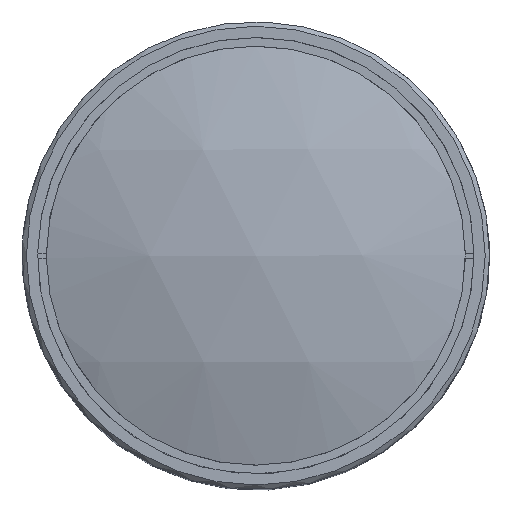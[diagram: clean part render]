
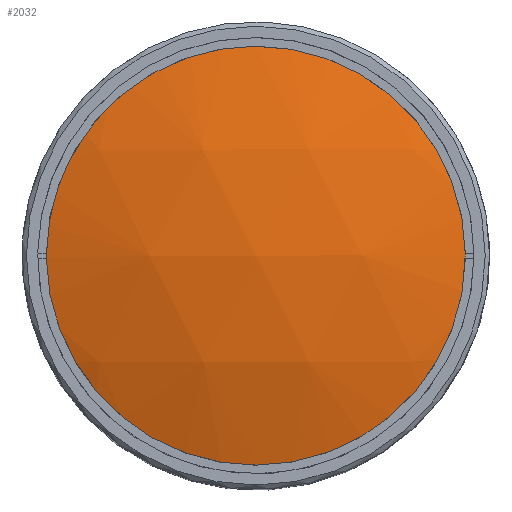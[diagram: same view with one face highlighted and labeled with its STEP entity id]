
A CAD part, top view. The second image highlights one B-rep face of the part: STEP entity #2032.
In plain terms, the highlighted spherical face has radius 144.54 mm.
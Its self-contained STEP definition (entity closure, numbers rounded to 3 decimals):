
#2016=CARTESIAN_POINT('',(0.,0.,-150.161));
#2017=DIRECTION('',(0.003,-1.,0.));
#2018=DIRECTION('',(0.,0.,-1.0));
#2019=AXIS2_PLACEMENT_3D('',#2016,#2017,#2018);
#2020=SPHERICAL_SURFACE('',#2019,144.54);
#2021=CARTESIAN_POINT('',(0.0,47.5,-13.649));
#2022=VERTEX_POINT('',#2021);
#2023=CARTESIAN_POINT('',(0.,0.,-13.649));
#2024=DIRECTION('',(0.,0.0,1.0));
#2025=DIRECTION('',(0.0,1.0,0.0));
#2026=AXIS2_PLACEMENT_3D('',#2023,#2024,#2025);
#2027=CIRCLE('',#2026,47.5);
#2028=EDGE_CURVE('',#2022,#2022,#2027,.T.);
#2029=ORIENTED_EDGE('',*,*,#2028,.T.);
#2030=EDGE_LOOP('',(#2029));
#2031=FACE_OUTER_BOUND('',#2030,.T.);
#2032=ADVANCED_FACE('',(#2031),#2020,.T.);
